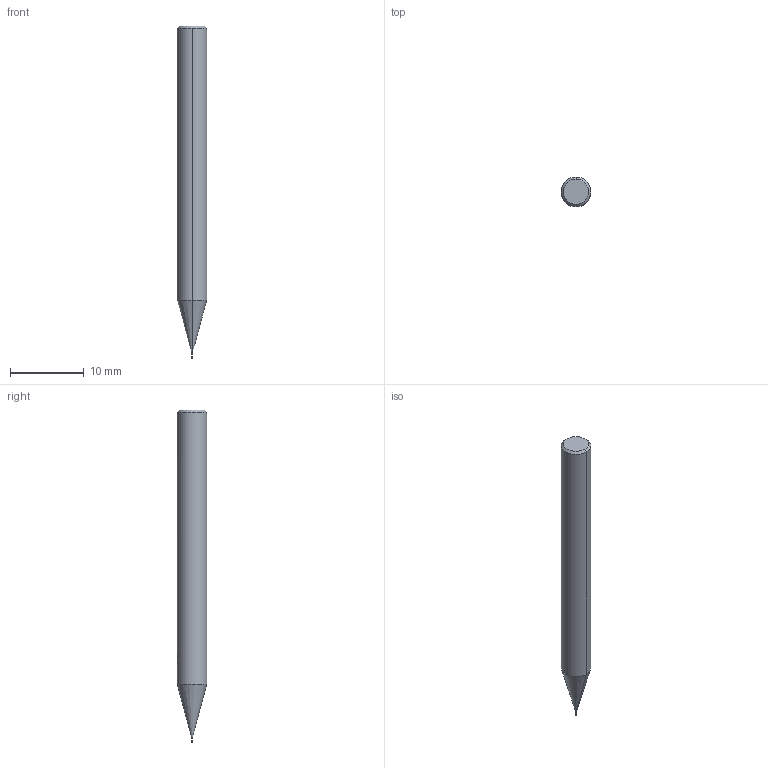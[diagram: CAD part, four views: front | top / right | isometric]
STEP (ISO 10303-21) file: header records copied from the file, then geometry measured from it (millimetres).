
FILE_DESCRIPTION(('no description'),'unknown implementation level');
FILE_NAME('solidel4YbCsf817ydM0_pfjVYooB97Y_1.STP',' ',('CIM GmbH Aachen'),('CADClick - KiM GmbH - www.kimweb.de'),'unknown preprocess','ACIS','unknown authorization');
FILE_SCHEMA(('automotive_design'));
Length unit declared in the file: millimetre
Products named in the file (2): 1; 2
Bounding box: 4 x 4 x 45 mm (x, y, z)
Volume: 497.8 mm3; surface area: 526.7 mm2
Topology: 2 solids, 2 shells, 62 faces, 180 edges, 111 vertices
Faces by surface type: plane 21, bspline 12, cylinder 11, revolution 10, cone 8
Entity records: 5298 total; most frequent: CARTESIAN_POINT 1927, STYLED_ITEM 344, PRESENTATION_STYLE_ASSIGNMENT 344, COLOUR_RGB 344, ORIENTED_EDGE 338, DIRECTION 232, EDGE_CURVE 169, CURVE_STYLE 169
